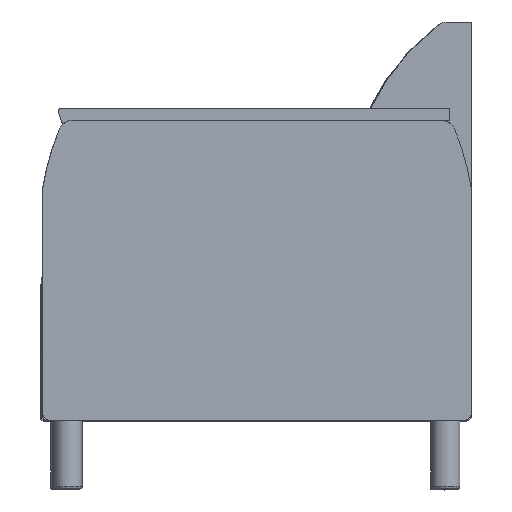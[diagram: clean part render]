
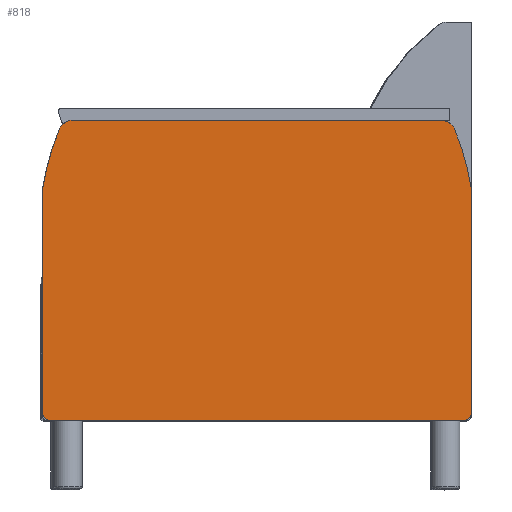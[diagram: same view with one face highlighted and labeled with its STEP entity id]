
A CAD part, top view. The second image highlights one B-rep face of the part: STEP entity #818.
In plain terms, the highlighted planar face has unit normal (0.003, 0, 1).
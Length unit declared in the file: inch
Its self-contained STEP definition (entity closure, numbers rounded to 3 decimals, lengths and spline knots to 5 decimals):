
#26=B_SPLINE_CURVE_WITH_KNOTS('',3,(#1403,#1404,#1405,#1406,#1407,#1408,
#1409,#1410,#1411,#1412,#1413,#1414,#1415,#1416,#1417,#1418,#1419,#1420,
#1421,#1422,#1423,#1424),.UNSPECIFIED.,.F.,.F.,(4,2,2,2,2,2,2,2,2,2,4),
(-4.79444,-4.48666,-4.06789,-3.64912,
-3.23035,-3.1271,-3.02386,-2.98982,
-2.97281,-2.9643,-2.95579),.UNSPECIFIED.);
#28=B_SPLINE_CURVE_WITH_KNOTS('',3,(#1517,#1518,#1519,#1520,#1521,#1522,
#1523,#1524,#1525,#1526,#1527,#1528,#1529,#1530,#1531,#1532,#1533,#1534,
#1535,#1536,#1537,#1538),.UNSPECIFIED.,.F.,.F.,(4,2,2,2,2,2,2,2,2,2,4),
(-4.79444,-4.78593,-4.77742,-4.7604,
-4.72637,-4.62312,-4.51988,-4.10111,-3.68234,
-3.26356,-2.95579),.UNSPECIFIED.);
#93=PLANE('',#899);
#131=FACE_OUTER_BOUND('',#181,.T.);
#181=EDGE_LOOP('',(#674,#675,#676,#677,#678,#679,#680,#681,#682,#683,#684,
#685));
#253=LINE('',#1542,#310);
#257=LINE('',#1555,#314);
#258=LINE('',#1559,#315);
#259=LINE('',#1562,#316);
#310=VECTOR('',#1081,25.84997);
#314=VECTOR('',#1093,15.688);
#315=VECTOR('',#1096,29.);
#316=VECTOR('',#1099,15.688);
#351=CIRCLE('',#885,1.);
#353=CIRCLE('',#888,17.08068);
#355=CIRCLE('',#891,17.08068);
#357=CIRCLE('',#894,1.);
#360=CIRCLE('',#900,0.5);
#361=CIRCLE('',#901,0.5);
#407=VERTEX_POINT('',#1314);
#408=VERTEX_POINT('',#1316);
#410=VERTEX_POINT('',#1322);
#412=VERTEX_POINT('',#1401);
#415=VERTEX_POINT('',#1429);
#416=VERTEX_POINT('',#1431);
#418=VERTEX_POINT('',#1437);
#420=VERTEX_POINT('',#1516);
#425=VERTEX_POINT('',#1554);
#426=VERTEX_POINT('',#1556);
#427=VERTEX_POINT('',#1558);
#428=VERTEX_POINT('',#1560);
#494=EDGE_CURVE('',#408,#407,#351,.T.);
#497=EDGE_CURVE('',#410,#408,#353,.T.);
#501=EDGE_CURVE('',#407,#412,#26,.T.);
#504=EDGE_CURVE('',#416,#415,#355,.T.);
#507=EDGE_CURVE('',#418,#416,#357,.T.);
#510=EDGE_CURVE('',#420,#418,#28,.T.);
#513=EDGE_CURVE('',#412,#420,#253,.T.);
#519=EDGE_CURVE('',#415,#425,#257,.T.);
#520=EDGE_CURVE('',#426,#425,#360,.T.);
#521=EDGE_CURVE('',#426,#427,#258,.T.);
#522=EDGE_CURVE('',#428,#427,#361,.T.);
#523=EDGE_CURVE('',#428,#410,#259,.T.);
#674=ORIENTED_EDGE('',*,*,#497,.T.);
#675=ORIENTED_EDGE('',*,*,#494,.T.);
#676=ORIENTED_EDGE('',*,*,#501,.T.);
#677=ORIENTED_EDGE('',*,*,#513,.T.);
#678=ORIENTED_EDGE('',*,*,#510,.T.);
#679=ORIENTED_EDGE('',*,*,#507,.T.);
#680=ORIENTED_EDGE('',*,*,#504,.T.);
#681=ORIENTED_EDGE('',*,*,#519,.T.);
#682=ORIENTED_EDGE('',*,*,#520,.F.);
#683=ORIENTED_EDGE('',*,*,#521,.T.);
#684=ORIENTED_EDGE('',*,*,#522,.F.);
#685=ORIENTED_EDGE('',*,*,#523,.T.);
#818=ADVANCED_FACE('',(#131),#93,.T.);
#885=AXIS2_PLACEMENT_3D('',#1317,#1051,#1052);
#888=AXIS2_PLACEMENT_3D('',#1323,#1058,#1059);
#891=AXIS2_PLACEMENT_3D('',#1432,#1067,#1068);
#894=AXIS2_PLACEMENT_3D('',#1438,#1074,#1075);
#899=AXIS2_PLACEMENT_3D('',#1553,#1091,#1092);
#900=AXIS2_PLACEMENT_3D('',#1557,#1094,#1095);
#901=AXIS2_PLACEMENT_3D('',#1561,#1097,#1098);
#1051=DIRECTION('center_axis',(0.,0.,1.));
#1052=DIRECTION('ref_axis',(-0.92,-0.392,0.));
#1058=DIRECTION('center_axis',(0.,0.,1.));
#1059=DIRECTION('ref_axis',(-0.989,-0.146,0.));
#1067=DIRECTION('center_axis',(0.,0.,1.));
#1068=DIRECTION('ref_axis',(0.92,-0.392,0.));
#1074=DIRECTION('center_axis',(0.,0.,1.));
#1075=DIRECTION('ref_axis',(0.662,-0.75,0.));
#1081=DIRECTION('',(-1.,0.,0.));
#1091=DIRECTION('center_axis',(0.,0.,1.));
#1092=DIRECTION('ref_axis',(1.,0.,0.));
#1093=DIRECTION('',(0.,-1.,0.));
#1094=DIRECTION('center_axis',(0.,0.,-1.));
#1095=DIRECTION('ref_axis',(-0.707,-0.707,0.));
#1096=DIRECTION('',(1.,0.,0.));
#1097=DIRECTION('center_axis',(0.,0.,-1.));
#1098=DIRECTION('ref_axis',(0.707,-0.707,0.));
#1099=DIRECTION('',(0.,1.,0.));
#1314=CARTESIAN_POINT('',(16.89303,10.97274,4.));
#1316=CARTESIAN_POINT('',(17.15127,10.61478,4.));
#1317=CARTESIAN_POINT('Origin',(16.23116,10.22312,4.));
#1322=CARTESIAN_POINT('',(18.33397,6.41074,4.));
#1323=CARTESIAN_POINT('Origin',(1.43513,3.92505,4.));
#1401=CARTESIAN_POINT('',(16.25896,11.22274,4.));
#1403=CARTESIAN_POINT('Ctrl Pts',(16.89303,10.97274,4.));
#1404=CARTESIAN_POINT('Ctrl Pts',(16.86277,10.99945,4.));
#1405=CARTESIAN_POINT('Ctrl Pts',(16.83079,11.02442,4.));
#1406=CARTESIAN_POINT('Ctrl Pts',(16.75194,11.07859,4.));
#1407=CARTESIAN_POINT('Ctrl Pts',(16.70387,11.10603,4.));
#1408=CARTESIAN_POINT('Ctrl Pts',(16.60478,11.15231,4.));
#1409=CARTESIAN_POINT('Ctrl Pts',(16.55379,11.17112,4.));
#1410=CARTESIAN_POINT('Ctrl Pts',(16.45201,11.19986,4.));
#1411=CARTESIAN_POINT('Ctrl Pts',(16.40119,11.20978,4.));
#1412=CARTESIAN_POINT('Ctrl Pts',(16.34042,11.21721,4.));
#1413=CARTESIAN_POINT('Ctrl Pts',(16.3272,11.21859,4.));
#1414=CARTESIAN_POINT('Ctrl Pts',(16.30094,11.22077,4.));
#1415=CARTESIAN_POINT('Ctrl Pts',(16.28783,11.22158,4.));
#1416=CARTESIAN_POINT('Ctrl Pts',(16.27262,11.22227,4.));
#1417=CARTESIAN_POINT('Ctrl Pts',(16.26862,11.22243,4.));
#1418=CARTESIAN_POINT('Ctrl Pts',(16.26364,11.2226,4.));
#1419=CARTESIAN_POINT('Ctrl Pts',(16.26217,11.22264,4.));
#1420=CARTESIAN_POINT('Ctrl Pts',(16.26044,11.22269,4.));
#1421=CARTESIAN_POINT('Ctrl Pts',(16.25995,11.22271,4.));
#1422=CARTESIAN_POINT('Ctrl Pts',(16.25921,11.22273,4.));
#1423=CARTESIAN_POINT('Ctrl Pts',(16.25896,11.22274,4.));
#1424=CARTESIAN_POINT('Ctrl Pts',(16.25896,11.22274,4.));
#1429=CARTESIAN_POINT('',(-11.66603,6.41074,4.));
#1431=CARTESIAN_POINT('',(-10.48332,10.61478,4.));
#1432=CARTESIAN_POINT('Origin',(5.23281,3.92505,4.));
#1437=CARTESIAN_POINT('',(-10.22509,10.97274,4.));
#1438=CARTESIAN_POINT('Origin',(-9.56321,10.22312,4.));
#1516=CARTESIAN_POINT('',(-9.59101,11.22274,4.));
#1517=CARTESIAN_POINT('Ctrl Pts',(-9.59101,11.22274,4.));
#1518=CARTESIAN_POINT('Ctrl Pts',(-9.59101,11.22274,4.));
#1519=CARTESIAN_POINT('Ctrl Pts',(-9.59127,11.22273,4.));
#1520=CARTESIAN_POINT('Ctrl Pts',(-9.59201,11.22271,4.));
#1521=CARTESIAN_POINT('Ctrl Pts',(-9.5925,11.22269,4.));
#1522=CARTESIAN_POINT('Ctrl Pts',(-9.59423,11.22264,4.));
#1523=CARTESIAN_POINT('Ctrl Pts',(-9.59569,11.2226,4.));
#1524=CARTESIAN_POINT('Ctrl Pts',(-9.60068,11.22243,4.));
#1525=CARTESIAN_POINT('Ctrl Pts',(-9.60467,11.22227,4.));
#1526=CARTESIAN_POINT('Ctrl Pts',(-9.61988,11.22158,4.));
#1527=CARTESIAN_POINT('Ctrl Pts',(-9.633,11.22077,4.));
#1528=CARTESIAN_POINT('Ctrl Pts',(-9.65926,11.21859,4.));
#1529=CARTESIAN_POINT('Ctrl Pts',(-9.67247,11.21721,4.));
#1530=CARTESIAN_POINT('Ctrl Pts',(-9.73325,11.20978,4.));
#1531=CARTESIAN_POINT('Ctrl Pts',(-9.78407,11.19986,4.));
#1532=CARTESIAN_POINT('Ctrl Pts',(-9.88585,11.17112,4.));
#1533=CARTESIAN_POINT('Ctrl Pts',(-9.93684,11.15231,4.));
#1534=CARTESIAN_POINT('Ctrl Pts',(-10.03593,11.10603,4.));
#1535=CARTESIAN_POINT('Ctrl Pts',(-10.084,11.07859,4.));
#1536=CARTESIAN_POINT('Ctrl Pts',(-10.16285,11.02442,4.));
#1537=CARTESIAN_POINT('Ctrl Pts',(-10.19483,10.99945,4.));
#1538=CARTESIAN_POINT('Ctrl Pts',(-10.22509,10.97274,4.));
#1542=CARTESIAN_POINT('',(18.33397,11.22274,4.));
#1553=CARTESIAN_POINT('Origin',(3.33397,0.72274,4.));
#1554=CARTESIAN_POINT('',(-11.66603,-9.27726,4.));
#1555=CARTESIAN_POINT('',(-11.66603,11.22274,4.));
#1556=CARTESIAN_POINT('',(-11.16603,-9.77726,4.));
#1557=CARTESIAN_POINT('Origin',(-11.16603,-9.27726,4.));
#1558=CARTESIAN_POINT('',(17.83397,-9.77726,4.));
#1559=CARTESIAN_POINT('',(-11.66603,-9.77726,4.));
#1560=CARTESIAN_POINT('',(18.33397,-9.27726,4.));
#1561=CARTESIAN_POINT('Origin',(17.83397,-9.27726,4.));
#1562=CARTESIAN_POINT('',(18.33397,-9.77726,4.));
